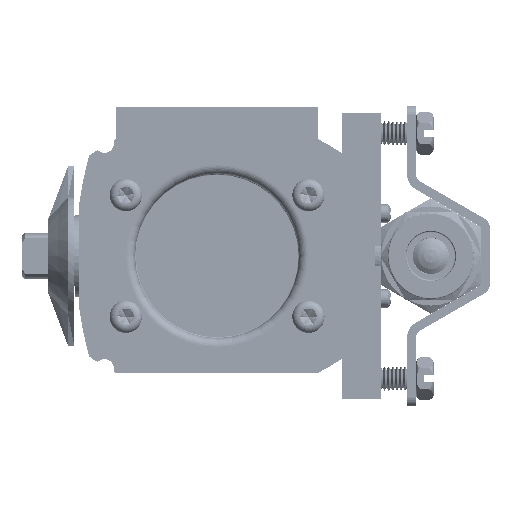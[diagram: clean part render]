
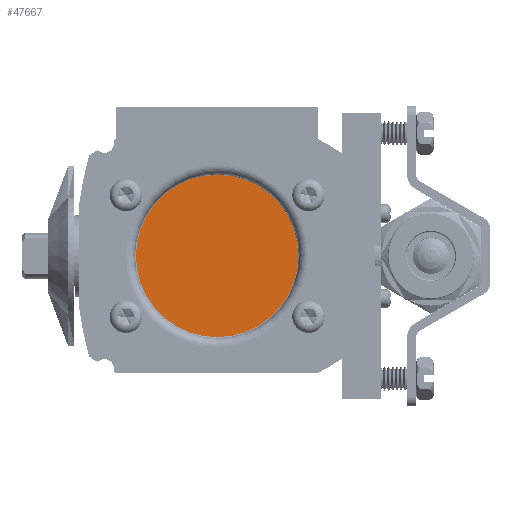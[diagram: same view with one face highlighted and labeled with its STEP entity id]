
A CAD part, left-side view. The second image highlights one B-rep face of the part: STEP entity #47667.
In plain terms, the highlighted planar face has unit normal (-1, 0, 0).
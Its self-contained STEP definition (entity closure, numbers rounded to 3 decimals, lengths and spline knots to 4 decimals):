
#7309 = PLANE ( 'NONE',  #13109 ) ;
#8282 = EDGE_CURVE ( 'NONE', #31051, #59259, #94155, .T. ) ;
#9669 = DIRECTION ( 'NONE',  ( -1., 0., 0. ) ) ;
#13109 = AXIS2_PLACEMENT_3D ( 'NONE', #92705, #111861, #55039 ) ;
#30771 = FACE_OUTER_BOUND ( 'NONE', #102674, .T. ) ;
#31051 = VERTEX_POINT ( 'NONE', #78728 ) ;
#47667 = ADVANCED_FACE ( 'NONE', ( #30771 ), #7309, .T. ) ;
#54548 = EDGE_CURVE ( 'NONE', #59259, #31051, #71273, .T. ) ;
#55039 = DIRECTION ( 'NONE',  ( 0., 0., 1. ) ) ;
#55477 = CARTESIAN_POINT ( 'NONE',  ( -1.4975, 2.136, 0. ) ) ;
#59259 = VERTEX_POINT ( 'NONE', #85457 ) ;
#61286 = ORIENTED_EDGE ( 'NONE', *, *, #8282, .T. ) ;
#65003 = DIRECTION ( 'NONE',  ( 0., 0., 1. ) ) ;
#66496 = CARTESIAN_POINT ( 'NONE',  ( -1.4975, 2.136, 0. ) ) ;
#71273 = CIRCLE ( 'NONE', #114738, 0.8105 ) ;
#73661 = AXIS2_PLACEMENT_3D ( 'NONE', #66496, #9669, #75964 ) ;
#75964 = DIRECTION ( 'NONE',  ( 0., 0., 1. ) ) ;
#78728 = CARTESIAN_POINT ( 'NONE',  ( -1.4975, 2.136, 0.8105 ) ) ;
#85457 = CARTESIAN_POINT ( 'NONE',  ( -1.4975, 2.136, -0.8105 ) ) ;
#92705 = CARTESIAN_POINT ( 'NONE',  ( -1.4975, 2.136, 0. ) ) ;
#94155 = CIRCLE ( 'NONE', #73661, 0.8105 ) ;
#102674 = EDGE_LOOP ( 'NONE', ( #114779, #61286 ) ) ;
#111861 = DIRECTION ( 'NONE',  ( -1., 0., 0. ) ) ;
#114738 = AXIS2_PLACEMENT_3D ( 'NONE', #55477, #121902, #65003 ) ;
#114779 = ORIENTED_EDGE ( 'NONE', *, *, #54548, .T. ) ;
#121902 = DIRECTION ( 'NONE',  ( -1., 0., 0. ) ) ;
